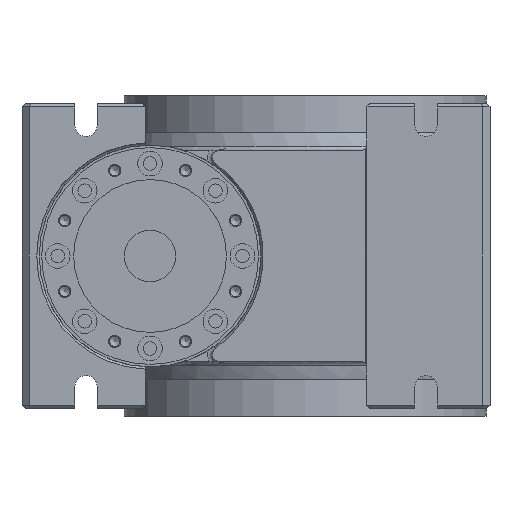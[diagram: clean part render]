
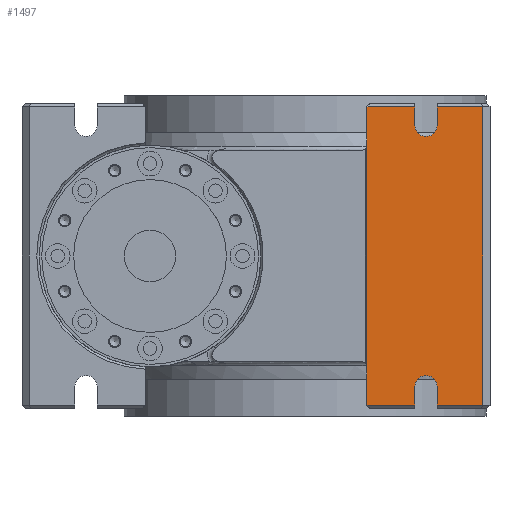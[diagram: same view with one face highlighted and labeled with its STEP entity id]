
A CAD part, left-side view. The second image highlights one B-rep face of the part: STEP entity #1497.
In plain terms, the highlighted planar face has unit normal (-1, 0, 0).
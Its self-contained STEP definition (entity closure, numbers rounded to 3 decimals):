
#1497 = ADVANCED_FACE( '', ( #3716 ), #3717, .T. );
#3716 = FACE_OUTER_BOUND( '', #6815, .T. );
#3717 = PLANE( '', #6816 );
#6815 = EDGE_LOOP( '', ( #11245, #11246, #11247, #11248, #11249, #11250, #11251, #11252, #11253, #11254, #11255, #11256, #11257, #11258, #11259, #11260 ) );
#6816 = AXIS2_PLACEMENT_3D( '', #11261, #11262, #11263 );
#11245 = ORIENTED_EDGE( '', *, *, #16601, .T. );
#11246 = ORIENTED_EDGE( '', *, *, #17248, .F. );
#11247 = ORIENTED_EDGE( '', *, *, #17249, .F. );
#11248 = ORIENTED_EDGE( '', *, *, #17250, .F. );
#11249 = ORIENTED_EDGE( '', *, *, #17251, .T. );
#11250 = ORIENTED_EDGE( '', *, *, #17252, .F. );
#11251 = ORIENTED_EDGE( '', *, *, #17253, .T. );
#11252 = ORIENTED_EDGE( '', *, *, #17254, .T. );
#11253 = ORIENTED_EDGE( '', *, *, #16683, .T. );
#11254 = ORIENTED_EDGE( '', *, *, #17255, .T. );
#11255 = ORIENTED_EDGE( '', *, *, #17256, .F. );
#11256 = ORIENTED_EDGE( '', *, *, #17257, .F. );
#11257 = ORIENTED_EDGE( '', *, *, #17258, .T. );
#11258 = ORIENTED_EDGE( '', *, *, #16826, .F. );
#11259 = ORIENTED_EDGE( '', *, *, #16256, .F. );
#11260 = ORIENTED_EDGE( '', *, *, #16573, .T. );
#11261 = CARTESIAN_POINT( '', ( 481.359, 453.653, 0. ) );
#11262 = DIRECTION( '', ( -1., 0., 0. ) );
#11263 = DIRECTION( '', ( 0., 1., 0. ) );
#16256 = EDGE_CURVE( '', #19128, #19130, #19131, .T. );
#16573 = EDGE_CURVE( '', #19128, #19003, #19669, .T. );
#16601 = EDGE_CURVE( '', #19003, #19713, #19714, .T. );
#16683 = EDGE_CURVE( '', #19119, #19845, #19847, .T. );
#16826 = EDGE_CURVE( '', #19130, #20083, #20084, .T. );
#17248 = EDGE_CURVE( '', #20748, #19713, #20749, .T. );
#17249 = EDGE_CURVE( '', #20750, #20748, #20751, .T. );
#17250 = EDGE_CURVE( '', #20752, #20750, #20753, .T. );
#17251 = EDGE_CURVE( '', #20752, #20754, #20755, .T. );
#17252 = EDGE_CURVE( '', #20756, #20754, #20757, .T. );
#17253 = EDGE_CURVE( '', #20756, #20758, #20759, .T. );
#17254 = EDGE_CURVE( '', #20758, #19119, #20760, .T. );
#17255 = EDGE_CURVE( '', #19845, #20761, #20762, .T. );
#17256 = EDGE_CURVE( '', #20763, #20761, #20764, .T. );
#17257 = EDGE_CURVE( '', #20765, #20763, #20766, .T. );
#17258 = EDGE_CURVE( '', #20765, #20083, #20767, .T. );
#19003 = VERTEX_POINT( '', #24198 );
#19119 = VERTEX_POINT( '', #24631 );
#19128 = VERTEX_POINT( '', #24642 );
#19130 = VERTEX_POINT( '', #24645 );
#19131 = LINE( '', #24646, #24647 );
#19669 = LINE( '', #26528, #26529 );
#19713 = VERTEX_POINT( '', #26586 );
#19714 = LINE( '', #26587, #26588 );
#19845 = VERTEX_POINT( '', #26865 );
#19847 = LINE( '', #26868, #26869 );
#20083 = VERTEX_POINT( '', #27450 );
#20084 = LINE( '', #27451, #27452 );
#20748 = VERTEX_POINT( '', #29549 );
#20749 = LINE( '', #29550, #29551 );
#20750 = VERTEX_POINT( '', #29552 );
#20751 = CIRCLE( '', #29553, 4.5 );
#20752 = VERTEX_POINT( '', #29554 );
#20753 = LINE( '', #29555, #29556 );
#20754 = VERTEX_POINT( '', #29557 );
#20755 = LINE( '', #29558, #29559 );
#20756 = VERTEX_POINT( '', #29560 );
#20757 = CIRCLE( '', #29561, 2. );
#20758 = VERTEX_POINT( '', #29562 );
#20759 = LINE( '', #29563, #29564 );
#20760 = LINE( '', #29565, #29566 );
#20761 = VERTEX_POINT( '', #29567 );
#20762 = CIRCLE( '', #29568, 2. );
#20763 = VERTEX_POINT( '', #29569 );
#20764 = LINE( '', #29570, #29571 );
#20765 = VERTEX_POINT( '', #29572 );
#20766 = LINE( '', #29573, #29574 );
#20767 = CIRCLE( '', #29575, 4.5 );
#24198 = CARTESIAN_POINT( '', ( 481.359, 453.653, 60.5 ) );
#24631 = CARTESIAN_POINT( '', ( 481.359, 500.653, -45. ) );
#24642 = CARTESIAN_POINT( '', ( 481.359, 453.653, -60.5 ) );
#24645 = CARTESIAN_POINT( '', ( 481.359, 472.153, -60.5 ) );
#24646 = CARTESIAN_POINT( '', ( 481.359, 0., -60.5 ) );
#24647 = VECTOR( '', #36697, 1000. );
#26528 = CARTESIAN_POINT( '', ( 481.359, 453.653, 0. ) );
#26529 = VECTOR( '', #37120, 1000. );
#26586 = CARTESIAN_POINT( '', ( 481.359, 472.153, 60.5 ) );
#26587 = CARTESIAN_POINT( '', ( 481.359, 0., 60.5 ) );
#26588 = VECTOR( '', #37155, 1000. );
#26865 = CARTESIAN_POINT( '', ( 481.359, 500.653, -60. ) );
#26868 = CARTESIAN_POINT( '', ( 481.359, 500.653, 0. ) );
#26869 = VECTOR( '', #37255, 1000. );
#27450 = CARTESIAN_POINT( '', ( 481.359, 472.153, -53. ) );
#27451 = CARTESIAN_POINT( '', ( 481.359, 472.153, 0. ) );
#27452 = VECTOR( '', #37442, 1000. );
#29549 = CARTESIAN_POINT( '', ( 481.359, 472.153, 53. ) );
#29550 = CARTESIAN_POINT( '', ( 481.359, 472.153, 0. ) );
#29551 = VECTOR( '', #38030, 1000. );
#29552 = CARTESIAN_POINT( '', ( 481.359, 481.153, 53. ) );
#29553 = AXIS2_PLACEMENT_3D( '', #38031, #38032, #38033 );
#29554 = CARTESIAN_POINT( '', ( 481.359, 481.153, 60.5 ) );
#29555 = CARTESIAN_POINT( '', ( 481.359, 481.153, 0. ) );
#29556 = VECTOR( '', #38034, 1000. );
#29557 = CARTESIAN_POINT( '', ( 481.359, 500.59, 60.5 ) );
#29558 = CARTESIAN_POINT( '', ( 481.359, 0., 60.5 ) );
#29559 = VECTOR( '', #38035, 1000. );
#29560 = CARTESIAN_POINT( '', ( 481.359, 500.653, 60. ) );
#29561 = AXIS2_PLACEMENT_3D( '', #38036, #38037, #38038 );
#29562 = CARTESIAN_POINT( '', ( 481.359, 500.653, 45. ) );
#29563 = CARTESIAN_POINT( '', ( 481.359, 500.653, 0. ) );
#29564 = VECTOR( '', #38039, 1000. );
#29565 = CARTESIAN_POINT( '', ( 481.359, 500.653, 0. ) );
#29566 = VECTOR( '', #38040, 1000. );
#29567 = CARTESIAN_POINT( '', ( 481.359, 500.59, -60.5 ) );
#29568 = AXIS2_PLACEMENT_3D( '', #38041, #38042, #38043 );
#29569 = CARTESIAN_POINT( '', ( 481.359, 481.153, -60.5 ) );
#29570 = CARTESIAN_POINT( '', ( 481.359, 0., -60.5 ) );
#29571 = VECTOR( '', #38044, 1000. );
#29572 = CARTESIAN_POINT( '', ( 481.359, 481.153, -53. ) );
#29573 = CARTESIAN_POINT( '', ( 481.359, 481.153, 0. ) );
#29574 = VECTOR( '', #38045, 1000. );
#29575 = AXIS2_PLACEMENT_3D( '', #38046, #38047, #38048 );
#36697 = DIRECTION( '', ( 0., 1., 0. ) );
#37120 = DIRECTION( '', ( 0., 0., 1. ) );
#37155 = DIRECTION( '', ( 0., 1., 0. ) );
#37255 = DIRECTION( '', ( 0., 0., -1. ) );
#37442 = DIRECTION( '', ( 0., 0., 1. ) );
#38030 = DIRECTION( '', ( 0., 0., 1. ) );
#38031 = CARTESIAN_POINT( '', ( 481.359, 476.653, 53. ) );
#38032 = DIRECTION( '', ( -1., 0., 0. ) );
#38033 = DIRECTION( '', ( 0., 1., 0. ) );
#38034 = DIRECTION( '', ( 0., 0., -1. ) );
#38035 = DIRECTION( '', ( 0., 1., 0. ) );
#38036 = CARTESIAN_POINT( '', ( 481.359, 498.653, 60. ) );
#38037 = DIRECTION( '', ( 1., 0., 0. ) );
#38038 = DIRECTION( '', ( 0., 1., 0. ) );
#38039 = DIRECTION( '', ( 0., 0., -1. ) );
#38040 = DIRECTION( '', ( 0., 0., -1. ) );
#38041 = CARTESIAN_POINT( '', ( 481.359, 498.653, -60. ) );
#38042 = DIRECTION( '', ( -1., 0., 0. ) );
#38043 = DIRECTION( '', ( 0., 1., 0. ) );
#38044 = DIRECTION( '', ( 0., 1., 0. ) );
#38045 = DIRECTION( '', ( 0., 0., -1. ) );
#38046 = CARTESIAN_POINT( '', ( 481.359, 476.653, -53. ) );
#38047 = DIRECTION( '', ( 1., 0., 0. ) );
#38048 = DIRECTION( '', ( 0., 1., 0. ) );
